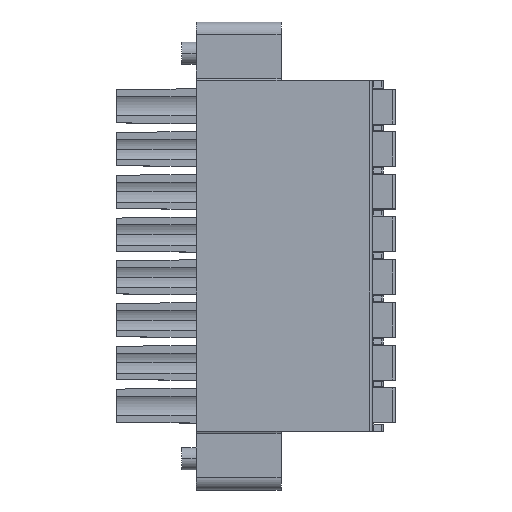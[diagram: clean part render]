
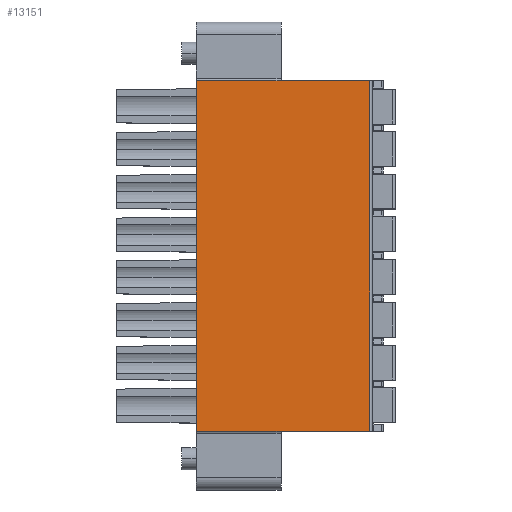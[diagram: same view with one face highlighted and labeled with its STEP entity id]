
A CAD part, top view. The second image highlights one B-rep face of the part: STEP entity #13151.
In plain terms, the highlighted planar face has unit normal (0, 0, 1).
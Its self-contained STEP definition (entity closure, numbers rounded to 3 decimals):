
#3429=DIRECTION('',(0.,1.,0.));
#3430=VECTOR('',#3429,28.7);
#3431=CARTESIAN_POINT('',(-6.625,-35.645,23.4));
#3432=LINE('',#3431,#3430);
#3433=DIRECTION('',(0.,-1.,0.));
#3434=VECTOR('',#3433,28.7);
#3435=CARTESIAN_POINT('',(7.575,-6.945,23.4));
#3436=LINE('',#3435,#3434);
#3437=DIRECTION('',(-1.,0.,0.));
#3438=VECTOR('',#3437,6.95);
#3439=CARTESIAN_POINT('',(0.325,-6.945,23.4));
#3440=LINE('',#3439,#3438);
#3521=DIRECTION('',(-1.,0.,0.));
#3522=VECTOR('',#3521,7.25);
#3523=CARTESIAN_POINT('',(7.575,-6.945,23.4));
#3524=LINE('',#3523,#3522);
#3811=DIRECTION('',(1.,0.,0.));
#3812=VECTOR('',#3811,7.25);
#3813=CARTESIAN_POINT('',(0.325,-35.645,23.4));
#3814=LINE('',#3813,#3812);
#4439=DIRECTION('',(1.,0.,0.));
#4440=VECTOR('',#4439,6.95);
#4441=CARTESIAN_POINT('',(-6.625,-35.645,23.4));
#4442=LINE('',#4441,#4440);
#6653=CARTESIAN_POINT('',(-6.625,-35.645,23.4));
#6655=VERTEX_POINT('',#6653);
#6822=CARTESIAN_POINT('',(7.575,-35.645,23.4));
#6823=VERTEX_POINT('',#6822);
#6824=CARTESIAN_POINT('',(0.325,-35.645,23.4));
#6825=VERTEX_POINT('',#6824);
#8205=CARTESIAN_POINT('',(-6.625,-6.945,23.4));
#8206=VERTEX_POINT('',#8205);
#8286=CARTESIAN_POINT('',(7.575,-6.945,23.4));
#8287=VERTEX_POINT('',#8286);
#8288=CARTESIAN_POINT('',(0.325,-6.945,23.4));
#8289=VERTEX_POINT('',#8288);
#13134=CARTESIAN_POINT('',(4.299,13.355,23.4));
#13135=DIRECTION('',(0.,0.,1.));
#13136=DIRECTION('',(-1.,0.,0.));
#13137=AXIS2_PLACEMENT_3D('',#13134,#13135,#13136);
#13138=PLANE('',#13137);
#13139=ORIENTED_EDGE('',*,*,#8596,.T.);
#13141=ORIENTED_EDGE('',*,*,#13140,.F.);
#13143=ORIENTED_EDGE('',*,*,#13142,.F.);
#13144=ORIENTED_EDGE('',*,*,#13124,.T.);
#13146=ORIENTED_EDGE('',*,*,#13145,.F.);
#13148=ORIENTED_EDGE('',*,*,#13147,.F.);
#13149=EDGE_LOOP('',(#13139,#13141,#13143,#13144,#13146,#13148));
#13150=FACE_OUTER_BOUND('',#13149,.F.);
#8596=EDGE_CURVE('',#6655,#8206,#3432,.T.);
#13124=EDGE_CURVE('',#8287,#6823,#3436,.T.);
#13140=EDGE_CURVE('',#8289,#8206,#3440,.T.);
#13142=EDGE_CURVE('',#8287,#8289,#3524,.T.);
#13145=EDGE_CURVE('',#6825,#6823,#3814,.T.);
#13147=EDGE_CURVE('',#6655,#6825,#4442,.T.);
#13151=ADVANCED_FACE('',(#13150),#13138,.T.);
